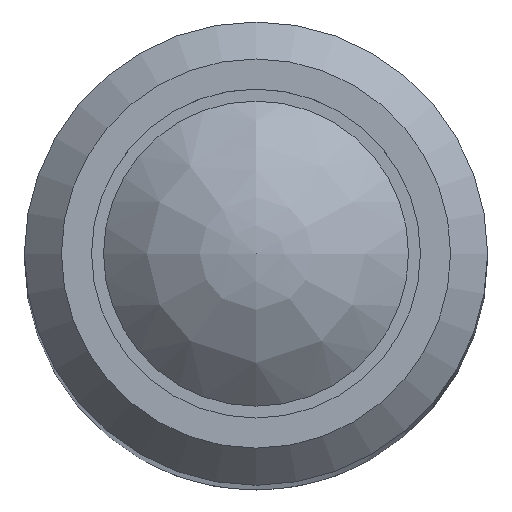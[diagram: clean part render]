
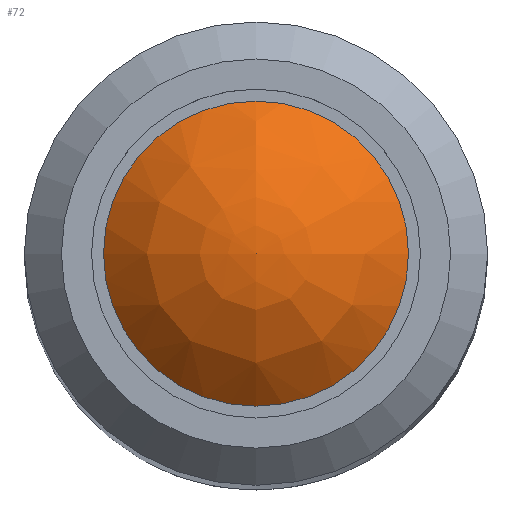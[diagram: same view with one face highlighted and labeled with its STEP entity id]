
A CAD part, top view. The second image highlights one B-rep face of the part: STEP entity #72.
In plain terms, the highlighted free-form (B-spline) face has degree [3, 3] with [4, 7] control points.
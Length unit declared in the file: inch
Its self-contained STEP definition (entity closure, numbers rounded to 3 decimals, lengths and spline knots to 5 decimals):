
#9 = CARTESIAN_POINT ( 'NONE',  ( -0.09616, -0.04808, -0.02056 ) ) ;
#41 = CARTESIAN_POINT ( 'NONE',  ( 0., -0.06481, -0.03937 ) ) ;
#60 = CARTESIAN_POINT ( 'NONE',  ( 0., 0., -0.00984 ) ) ;
#67 = VERTEX_POINT ( 'NONE', #633 ) ;
#72 = ADVANCED_FACE ( 'NONE', ( #395 ), #480, .T. ) ;
#131 = CARTESIAN_POINT ( 'NONE',  ( 0., 0., -0.00984 ) ) ;
#234 = CARTESIAN_POINT ( 'NONE',  ( 0., -0.02517, -0.01012 ) ) ;
#249 = CARTESIAN_POINT ( 'NONE',  ( 0., 0.06481, -0.03937 ) ) ;
#269 = DIRECTION ( 'NONE',  ( 0., 0., -1. ) ) ;
#294 = CARTESIAN_POINT ( 'NONE',  ( -0.05035, -0.02517, -0.01012 ) ) ;
#298 = CARTESIAN_POINT ( 'NONE',  ( 0.09616, -0.04808, -0.02056 ) ) ;
#326 = EDGE_CURVE ( 'NONE', #67, #67, #595, .T. ) ;
#344 = CARTESIAN_POINT ( 'NONE',  ( 0., 0.06481, -0.03937 ) ) ;
#347 = CARTESIAN_POINT ( 'NONE',  ( 0.05035, 0.02517, -0.01012 ) ) ;
#350 = CARTESIAN_POINT ( 'NONE',  ( 0.12962, -0.06481, -0.03937 ) ) ;
#361 = CARTESIAN_POINT ( 'NONE',  ( 0., 0., -0.00984 ) ) ;
#385 = CARTESIAN_POINT ( 'NONE',  ( 0., 0., -0.03937 ) ) ;
#395 = FACE_OUTER_BOUND ( 'NONE', #474, .T. ) ;
#407 = CARTESIAN_POINT ( 'NONE',  ( 0., -0.04808, -0.02056 ) ) ;
#414 = CARTESIAN_POINT ( 'NONE',  ( 0., 0., -0.00984 ) ) ;
#416 = CARTESIAN_POINT ( 'NONE',  ( 0., 0., -0.00984 ) ) ;
#470 = CARTESIAN_POINT ( 'NONE',  ( 0., 0.04808, -0.02056 ) ) ;
#474 = EDGE_LOOP ( 'NONE', ( #763 ) ) ;
#480 =( BOUNDED_SURFACE ( )  B_SPLINE_SURFACE ( 3, 3, ( 
 ( #344, #490, #350, #41, #545, #603, #249 ),
 ( #775, #724, #298, #407, #9, #666, #470 ),
 ( #735, #347, #778, #234, #294, #542, #606 ),
 ( #414, #663, #782, #131, #416, #60, #361 ) ),
 .UNSPECIFIED., .F., .T., .F. ) 
 B_SPLINE_SURFACE_WITH_KNOTS ( ( 4, 4 ),
 ( 4, 3, 4 ),
 ( 0., 1. ),
 ( 0., 0.5, 1. ),
 .UNSPECIFIED. ) 
 GEOMETRIC_REPRESENTATION_ITEM ( )  RATIONAL_B_SPLINE_SURFACE ( (
 ( 1., 0.333, 0.333, 1., 0.333, 0.333, 1.),
 ( 0.943, 0.314, 0.314, 0.943, 0.314, 0.314, 0.943),
 ( 0.943, 0.314, 0.314, 0.943, 0.314, 0.314, 0.943),
 ( 1., 0.333, 0.333, 1., 0.333, 0.333, 1.) ) ) 
 REPRESENTATION_ITEM ( '' )  SURFACE ( )  );
#490 = CARTESIAN_POINT ( 'NONE',  ( 0.12962, 0.06481, -0.03937 ) ) ;
#542 = CARTESIAN_POINT ( 'NONE',  ( -0.05035, 0.02517, -0.01012 ) ) ;
#545 = CARTESIAN_POINT ( 'NONE',  ( -0.12962, -0.06481, -0.03937 ) ) ;
#595 = CIRCLE ( 'NONE', #634, 0.06481 ) ;
#603 = CARTESIAN_POINT ( 'NONE',  ( -0.12962, 0.06481, -0.03937 ) ) ;
#606 = CARTESIAN_POINT ( 'NONE',  ( 0., 0.02517, -0.01012 ) ) ;
#633 = CARTESIAN_POINT ( 'NONE',  ( -0.06481, 0., -0.03937 ) ) ;
#634 = AXIS2_PLACEMENT_3D ( 'NONE', #385, #269, #758 ) ;
#663 = CARTESIAN_POINT ( 'NONE',  ( 0., 0., -0.00984 ) ) ;
#666 = CARTESIAN_POINT ( 'NONE',  ( -0.09616, 0.04808, -0.02056 ) ) ;
#724 = CARTESIAN_POINT ( 'NONE',  ( 0.09616, 0.04808, -0.02056 ) ) ;
#735 = CARTESIAN_POINT ( 'NONE',  ( 0., 0.02517, -0.01012 ) ) ;
#758 = DIRECTION ( 'NONE',  ( -1., 0., 0. ) ) ;
#763 = ORIENTED_EDGE ( 'NONE', *, *, #326, .F. ) ;
#775 = CARTESIAN_POINT ( 'NONE',  ( 0., 0.04808, -0.02056 ) ) ;
#778 = CARTESIAN_POINT ( 'NONE',  ( 0.05035, -0.02517, -0.01012 ) ) ;
#782 = CARTESIAN_POINT ( 'NONE',  ( 0., 0., -0.00984 ) ) ;
